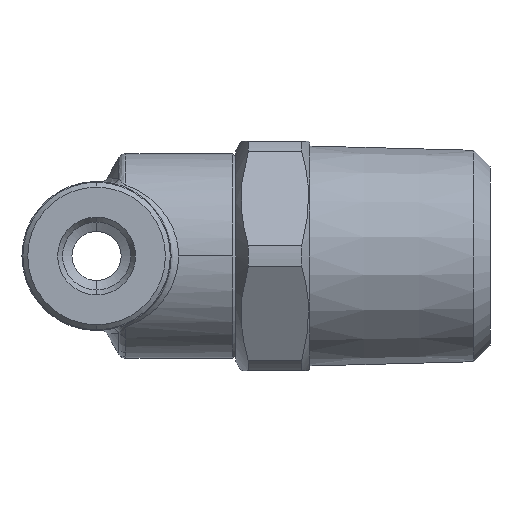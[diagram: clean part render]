
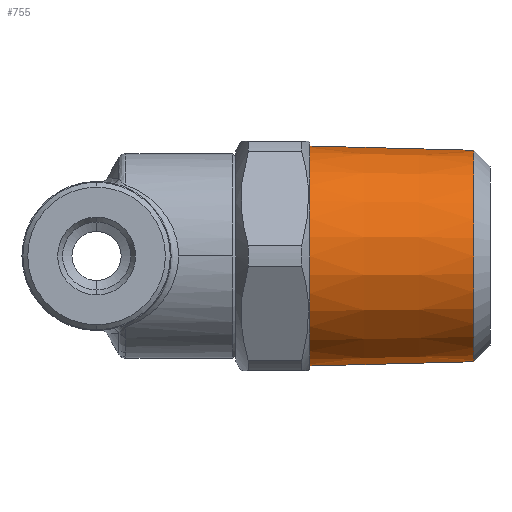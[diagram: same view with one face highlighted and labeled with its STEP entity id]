
A CAD part, left-side view. The second image highlights one B-rep face of the part: STEP entity #755.
In plain terms, the highlighted conical face has half-angle 1.47 degrees and reference radius 6.707 mm.
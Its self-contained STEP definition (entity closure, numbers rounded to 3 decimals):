
#133 = EDGE_CURVE ( 'NONE', #245, #134, #1190, .T. ) ;
#134 = VERTEX_POINT ( 'NONE', #1142 ) ;
#190 = VERTEX_POINT ( 'NONE', #1296 ) ;
#206 = EDGE_CURVE ( 'NONE', #246, #190, #1452, .T. ) ;
#245 = VERTEX_POINT ( 'NONE', #1423 ) ;
#246 = VERTEX_POINT ( 'NONE', #1422 ) ;
#638 = ORIENTED_EDGE ( 'NONE', *, *, #133, .F. ) ;
#639 = EDGE_CURVE ( 'NONE', #190, #134, #2693, .T. ) ;
#640 = ORIENTED_EDGE ( 'NONE', *, *, #754, .F. ) ;
#754 = EDGE_CURVE ( 'NONE', #246, #245, #3058, .T. ) ;
#755 = ADVANCED_FACE ( 'NONE', ( #3064 ), #3061, .T. ) ;
#756 = EDGE_LOOP ( 'NONE', ( #638, #640, #951, #1019 ) ) ;
#951 = ORIENTED_EDGE ( 'NONE', *, *, #206, .T. ) ;
#1019 = ORIENTED_EDGE ( 'NONE', *, *, #639, .T. ) ;
#1142 = CARTESIAN_POINT ( 'NONE',  ( 0., -13., -6.707 ) ) ;
#1143 = DIRECTION ( 'NONE',  ( 0., 1., -0.026 ) ) ;
#1144 = VECTOR ( 'NONE', #1143, 1000. ) ;
#1145 = CARTESIAN_POINT ( 'NONE',  ( 0., -13., -6.707 ) ) ;
#1190 = LINE ( 'NONE', #1145, #1144 ) ;
#1296 = CARTESIAN_POINT ( 'NONE',  ( 0., -13., 6.707 ) ) ;
#1387 = DIRECTION ( 'NONE',  ( 0., 1., 0.026 ) ) ;
#1404 = VECTOR ( 'NONE', #1387, 1000. ) ;
#1422 = CARTESIAN_POINT ( 'NONE',  ( 0., -23., 6.45 ) ) ;
#1423 = CARTESIAN_POINT ( 'NONE',  ( 0., -23., -6.45 ) ) ;
#1452 = LINE ( 'NONE', #1474, #1404 ) ;
#1474 = CARTESIAN_POINT ( 'NONE',  ( 0., -13., 6.707 ) ) ;
#2687 = CARTESIAN_POINT ( 'NONE',  ( 0., -13., 0. ) ) ;
#2688 = AXIS2_PLACEMENT_3D ( 'NONE', #2687, #2692, #2691 ) ;
#2691 = DIRECTION ( 'NONE',  ( 0., 0., -1. ) ) ;
#2692 = DIRECTION ( 'NONE',  ( 0., -1., 0. ) ) ;
#2693 = CIRCLE ( 'NONE', #2688, 6.707 ) ;
#3054 = DIRECTION ( 'NONE',  ( 0., 0., -1. ) ) ;
#3055 = DIRECTION ( 'NONE',  ( 0., -1., 0. ) ) ;
#3056 = CARTESIAN_POINT ( 'NONE',  ( 0., -23., 0. ) ) ;
#3057 = AXIS2_PLACEMENT_3D ( 'NONE', #3056, #3055, #3054 ) ;
#3058 = CIRCLE ( 'NONE', #3057, 6.45 ) ;
#3060 = DIRECTION ( 'NONE',  ( 0., 1., 0. ) ) ;
#3061 = CONICAL_SURFACE ( 'NONE', #3063, 6.707, 0.026 ) ;
#3062 = CARTESIAN_POINT ( 'NONE',  ( 0., -13., 0. ) ) ;
#3063 = AXIS2_PLACEMENT_3D ( 'NONE', #3062, #3060, #3092 ) ;
#3064 = FACE_OUTER_BOUND ( 'NONE', #756, .T. ) ;
#3092 = DIRECTION ( 'NONE',  ( 0., 0., 1. ) ) ;
